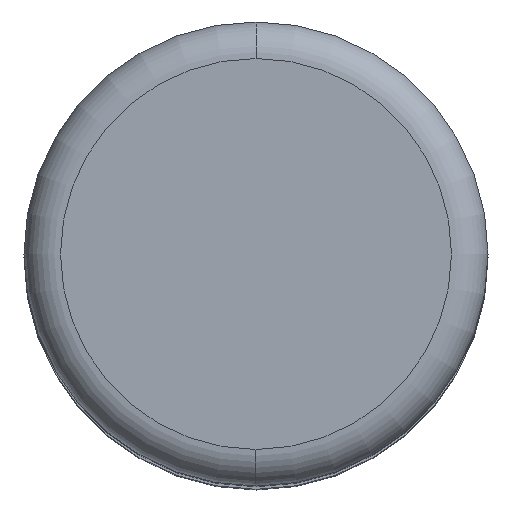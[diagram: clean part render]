
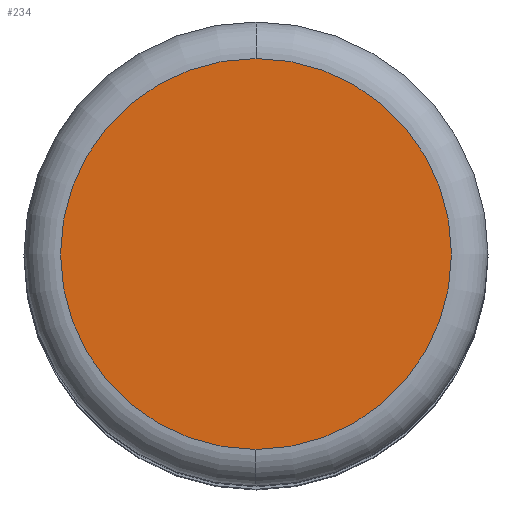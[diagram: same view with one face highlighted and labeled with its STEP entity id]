
A CAD part, top view. The second image highlights one B-rep face of the part: STEP entity #234.
In plain terms, the highlighted face is planar.
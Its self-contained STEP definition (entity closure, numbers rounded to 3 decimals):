
#132=CARTESIAN_POINT('',(0.,0.,0.));
#133=DIRECTION('',(0.,0.,-1.));
#134=DIRECTION('',(0.,-1.,0.));
#135=AXIS2_PLACEMENT_3D('',#132,#133,#134);
#141=CARTESIAN_POINT('',(0.,0.,0.));
#142=DIRECTION('',(0.,0.,-1.));
#143=DIRECTION('',(0.,1.,0.));
#144=AXIS2_PLACEMENT_3D('',#141,#142,#143);
#215=CARTESIAN_POINT('',(0.,-2.675,0.));
#216=CARTESIAN_POINT('',(0.,2.675,0.));
#217=VERTEX_POINT('',#215);
#218=VERTEX_POINT('',#216);
#223=CARTESIAN_POINT('',(0.,0.,0.));
#224=DIRECTION('',(0.,0.,1.));
#225=DIRECTION('',(0.,-1.,0.));
#226=AXIS2_PLACEMENT_3D('',#223,#224,#225);
#227=PLANE('',#226);
#229=ORIENTED_EDGE('',*,*,#228,.F.);
#231=ORIENTED_EDGE('',*,*,#230,.F.);
#232=EDGE_LOOP('',(#229,#231));
#233=FACE_OUTER_BOUND('',#232,.F.);
#136=CIRCLE('',#135,2.675);
#145=CIRCLE('',#144,2.675);
#228=EDGE_CURVE('',#217,#218,#136,.T.);
#230=EDGE_CURVE('',#218,#217,#145,.T.);
#234=ADVANCED_FACE('',(#233),#227,.F.);
